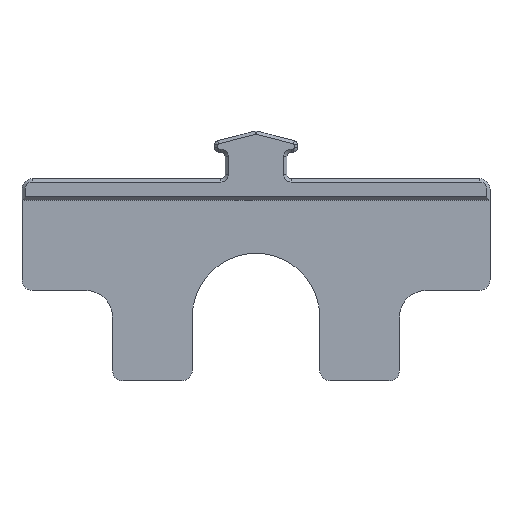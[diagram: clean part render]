
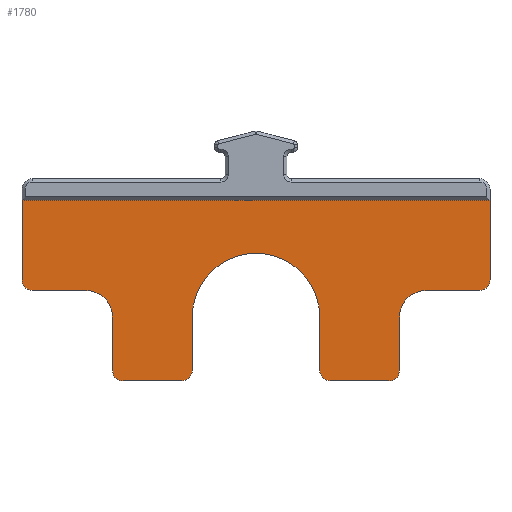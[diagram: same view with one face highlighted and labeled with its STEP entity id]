
A CAD part, front view. The second image highlights one B-rep face of the part: STEP entity #1780.
In plain terms, the highlighted planar face has unit normal (0, -1, 0).
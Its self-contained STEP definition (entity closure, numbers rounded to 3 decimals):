
#97=CIRCLE('',#1949,2.5);
#98=CIRCLE('',#1952,1.);
#99=CIRCLE('',#1966,1.);
#100=CIRCLE('',#1968,2.5);
#101=CIRCLE('',#1969,1.);
#102=CIRCLE('',#1970,1.);
#103=CIRCLE('',#1971,6.);
#104=CIRCLE('',#1972,1.);
#105=CIRCLE('',#1973,1.);
#231=FACE_OUTER_BOUND('',#339,.T.);
#339=EDGE_LOOP('',(#1557,#1558,#1559,#1560,#1561,#1562,#1563,#1564,#1565,
#1566,#1567,#1568,#1569,#1570,#1571,#1572,#1573,#1574,#1575,#1576));
#420=LINE('',#2721,#603);
#424=LINE('',#2728,#607);
#500=LINE('',#2951,#683);
#504=LINE('',#2960,#687);
#517=LINE('',#2988,#700);
#519=LINE('',#2995,#702);
#520=LINE('',#2999,#703);
#521=LINE('',#3003,#704);
#522=LINE('',#3007,#705);
#523=LINE('',#3011,#706);
#524=LINE('',#3015,#707);
#603=VECTOR('',#2180,10.);
#607=VECTOR('',#2186,10.);
#683=VECTOR('',#2416,10.);
#687=VECTOR('',#2426,10.);
#700=VECTOR('',#2467,10.);
#702=VECTOR('',#2475,10.);
#703=VECTOR('',#2478,10.);
#704=VECTOR('',#2481,10.);
#705=VECTOR('',#2484,10.);
#706=VECTOR('',#2487,10.);
#707=VECTOR('',#2490,10.);
#778=VERTEX_POINT('',#2718);
#779=VERTEX_POINT('',#2720);
#781=VERTEX_POINT('',#2726);
#850=VERTEX_POINT('',#2948);
#851=VERTEX_POINT('',#2950);
#852=VERTEX_POINT('',#2954);
#853=VERTEX_POINT('',#2958);
#854=VERTEX_POINT('',#2986);
#855=VERTEX_POINT('',#2990);
#856=VERTEX_POINT('',#2994);
#857=VERTEX_POINT('',#2996);
#858=VERTEX_POINT('',#2998);
#859=VERTEX_POINT('',#3000);
#860=VERTEX_POINT('',#3002);
#861=VERTEX_POINT('',#3004);
#862=VERTEX_POINT('',#3006);
#863=VERTEX_POINT('',#3008);
#864=VERTEX_POINT('',#3010);
#865=VERTEX_POINT('',#3012);
#866=VERTEX_POINT('',#3014);
#961=EDGE_CURVE('',#778,#779,#420,.T.);
#965=EDGE_CURVE('',#778,#781,#424,.T.);
#1076=EDGE_CURVE('',#851,#850,#500,.T.);
#1079=EDGE_CURVE('',#850,#852,#97,.T.);
#1081=EDGE_CURVE('',#853,#852,#504,.T.);
#1082=EDGE_CURVE('',#779,#853,#98,.T.);
#1095=EDGE_CURVE('',#854,#781,#517,.T.);
#1097=EDGE_CURVE('',#855,#854,#99,.T.);
#1098=EDGE_CURVE('',#855,#856,#519,.T.);
#1099=EDGE_CURVE('',#856,#857,#100,.T.);
#1100=EDGE_CURVE('',#857,#858,#520,.T.);
#1101=EDGE_CURVE('',#859,#858,#101,.T.);
#1102=EDGE_CURVE('',#860,#859,#521,.T.);
#1103=EDGE_CURVE('',#861,#860,#102,.T.);
#1104=EDGE_CURVE('',#861,#862,#522,.T.);
#1105=EDGE_CURVE('',#862,#863,#103,.T.);
#1106=EDGE_CURVE('',#864,#863,#523,.T.);
#1107=EDGE_CURVE('',#865,#864,#104,.T.);
#1108=EDGE_CURVE('',#866,#865,#524,.T.);
#1109=EDGE_CURVE('',#851,#866,#105,.T.);
#1557=ORIENTED_EDGE('',*,*,#1097,.F.);
#1558=ORIENTED_EDGE('',*,*,#1098,.T.);
#1559=ORIENTED_EDGE('',*,*,#1099,.T.);
#1560=ORIENTED_EDGE('',*,*,#1100,.T.);
#1561=ORIENTED_EDGE('',*,*,#1101,.F.);
#1562=ORIENTED_EDGE('',*,*,#1102,.F.);
#1563=ORIENTED_EDGE('',*,*,#1103,.F.);
#1564=ORIENTED_EDGE('',*,*,#1104,.T.);
#1565=ORIENTED_EDGE('',*,*,#1105,.T.);
#1566=ORIENTED_EDGE('',*,*,#1106,.F.);
#1567=ORIENTED_EDGE('',*,*,#1107,.F.);
#1568=ORIENTED_EDGE('',*,*,#1108,.F.);
#1569=ORIENTED_EDGE('',*,*,#1109,.F.);
#1570=ORIENTED_EDGE('',*,*,#1076,.T.);
#1571=ORIENTED_EDGE('',*,*,#1079,.T.);
#1572=ORIENTED_EDGE('',*,*,#1081,.F.);
#1573=ORIENTED_EDGE('',*,*,#1082,.F.);
#1574=ORIENTED_EDGE('',*,*,#961,.F.);
#1575=ORIENTED_EDGE('',*,*,#965,.T.);
#1576=ORIENTED_EDGE('',*,*,#1095,.F.);
#1678=PLANE('',#1967);
#1780=ADVANCED_FACE('',(#231),#1678,.F.);
#1949=AXIS2_PLACEMENT_3D('',#2956,#2421,#2422);
#1952=AXIS2_PLACEMENT_3D('',#2962,#2429,#2430);
#1966=AXIS2_PLACEMENT_3D('',#2992,#2471,#2472);
#1967=AXIS2_PLACEMENT_3D('',#2993,#2473,#2474);
#1968=AXIS2_PLACEMENT_3D('',#2997,#2476,#2477);
#1969=AXIS2_PLACEMENT_3D('',#3001,#2479,#2480);
#1970=AXIS2_PLACEMENT_3D('',#3005,#2482,#2483);
#1971=AXIS2_PLACEMENT_3D('',#3009,#2485,#2486);
#1972=AXIS2_PLACEMENT_3D('',#3013,#2488,#2489);
#1973=AXIS2_PLACEMENT_3D('',#3016,#2491,#2492);
#2180=DIRECTION('',(0.,0.,-1.));
#2186=DIRECTION('',(-1.,0.,0.));
#2416=DIRECTION('',(0.,0.,1.));
#2421=DIRECTION('center_axis',(0.,1.,0.));
#2422=DIRECTION('ref_axis',(1.,0.,0.));
#2426=DIRECTION('',(-1.,0.,0.));
#2429=DIRECTION('center_axis',(0.,1.,0.));
#2430=DIRECTION('ref_axis',(0.707,0.,-0.707));
#2467=DIRECTION('',(0.,0.,1.));
#2471=DIRECTION('center_axis',(0.,1.,0.));
#2472=DIRECTION('ref_axis',(-0.707,0.,-0.707));
#2473=DIRECTION('center_axis',(0.,1.,0.));
#2474=DIRECTION('ref_axis',(1.,0.,0.));
#2475=DIRECTION('',(1.,0.,0.));
#2476=DIRECTION('center_axis',(0.,1.,0.));
#2477=DIRECTION('ref_axis',(1.,0.,0.));
#2478=DIRECTION('',(0.,0.,-1.));
#2479=DIRECTION('center_axis',(0.,1.,0.));
#2480=DIRECTION('ref_axis',(-0.707,0.,-0.707));
#2481=DIRECTION('',(-1.,0.,0.));
#2482=DIRECTION('center_axis',(0.,1.,0.));
#2483=DIRECTION('ref_axis',(0.707,0.,-0.707));
#2484=DIRECTION('',(0.,0.,1.));
#2485=DIRECTION('center_axis',(0.,1.,0.));
#2486=DIRECTION('ref_axis',(1.,0.,0.));
#2487=DIRECTION('',(0.,0.,1.));
#2488=DIRECTION('center_axis',(0.,1.,0.));
#2489=DIRECTION('ref_axis',(-0.707,0.,-0.707));
#2490=DIRECTION('',(-1.,0.,0.));
#2491=DIRECTION('center_axis',(0.,1.,0.));
#2492=DIRECTION('ref_axis',(0.707,0.,-0.707));
#2718=CARTESIAN_POINT('',(22.,0.,11.));
#2720=CARTESIAN_POINT('',(22.,0.,3.5));
#2721=CARTESIAN_POINT('',(22.,0.,13.));
#2726=CARTESIAN_POINT('',(-22.,0.,11.));
#2728=CARTESIAN_POINT('',(-11.,0.,11.));
#2948=CARTESIAN_POINT('',(13.5,0.,0.));
#2950=CARTESIAN_POINT('',(13.5,0.,-5.));
#2951=CARTESIAN_POINT('',(13.5,0.,-6.));
#2954=CARTESIAN_POINT('',(16.,0.,2.5));
#2956=CARTESIAN_POINT('Origin',(16.,0.,0.));
#2958=CARTESIAN_POINT('',(21.,0.,2.5));
#2960=CARTESIAN_POINT('',(22.,0.,2.5));
#2962=CARTESIAN_POINT('Origin',(21.,0.,3.5));
#2986=CARTESIAN_POINT('',(-22.,0.,3.5));
#2988=CARTESIAN_POINT('',(-22.,0.,-6.));
#2990=CARTESIAN_POINT('',(-21.,0.,2.5));
#2992=CARTESIAN_POINT('Origin',(-21.,0.,3.5));
#2993=CARTESIAN_POINT('Origin',(0.,0.,5.75));
#2994=CARTESIAN_POINT('',(-16.,0.,2.5));
#2995=CARTESIAN_POINT('',(-22.,0.,2.5));
#2996=CARTESIAN_POINT('',(-13.5,0.,0.));
#2997=CARTESIAN_POINT('Origin',(-16.,0.,0.));
#2998=CARTESIAN_POINT('',(-13.5,0.,-5.));
#2999=CARTESIAN_POINT('',(-13.5,0.,0.));
#3000=CARTESIAN_POINT('',(-12.5,0.,-6.));
#3001=CARTESIAN_POINT('Origin',(-12.5,0.,-5.));
#3002=CARTESIAN_POINT('',(-7.,0.,-6.));
#3003=CARTESIAN_POINT('',(22.,0.,-6.));
#3004=CARTESIAN_POINT('',(-6.,0.,-5.));
#3005=CARTESIAN_POINT('Origin',(-7.,0.,-5.));
#3006=CARTESIAN_POINT('',(-6.,0.,0.));
#3007=CARTESIAN_POINT('',(-6.,0.,-6.));
#3008=CARTESIAN_POINT('',(6.,0.,0.));
#3009=CARTESIAN_POINT('Origin',(0.,0.,0.));
#3010=CARTESIAN_POINT('',(6.,0.,-5.));
#3011=CARTESIAN_POINT('',(6.,0.,-6.));
#3012=CARTESIAN_POINT('',(7.,0.,-6.));
#3013=CARTESIAN_POINT('Origin',(7.,0.,-5.));
#3014=CARTESIAN_POINT('',(12.5,0.,-6.));
#3015=CARTESIAN_POINT('',(22.,0.,-6.));
#3016=CARTESIAN_POINT('Origin',(12.5,0.,-5.));
